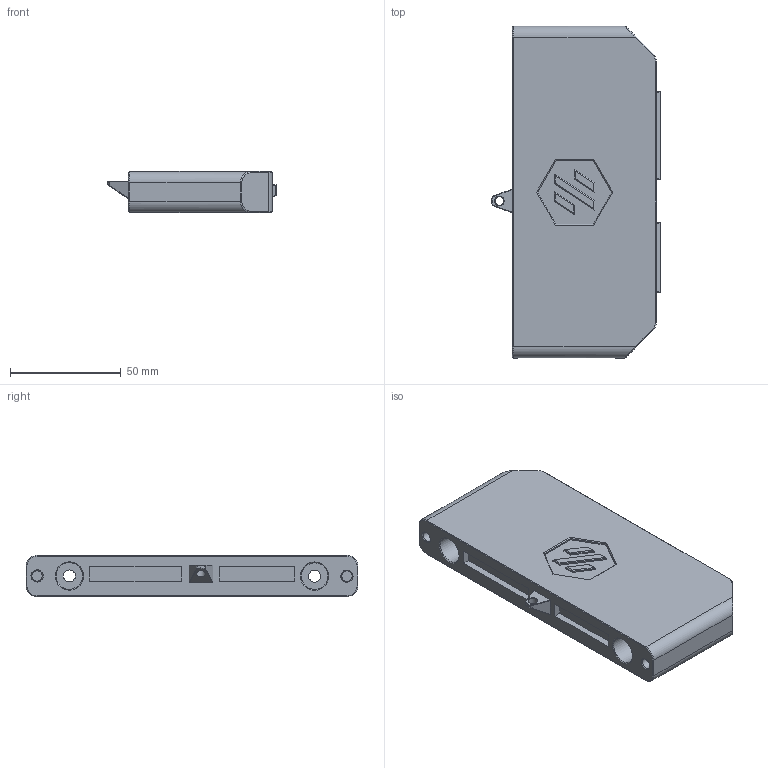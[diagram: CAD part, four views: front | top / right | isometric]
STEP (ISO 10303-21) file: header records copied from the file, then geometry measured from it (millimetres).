
FILE_DESCRIPTION(/* description */ (''),/* implementation_level */ '2;1');
FILE_NAME(/* name */ 'nevermore_spacer v13.step',/* time_stamp */ '2022-03-31T11:40:59-04:00',/* author */ (''),/* organization */ (''),/* preprocessor_version */ 'ST-DEVELOPER v18.1',/* originating_system */ 'Autodesk Translation Framework v10.13.0.1454',/* authorisation */ '');
FILE_SCHEMA (('AUTOMOTIVE_DESIGN { 1 0 10303 214 3 1 1 }'));
Length unit declared in the file: millimetre
Products named in the file (2): nevermore_spacer; Nevermore_Spacer_350
Assembly tree (1 placements, depth 2):
  nevermore_spacer
    Nevermore_Spacer_350
Bounding box: 76.29 x 150 x 18.58 mm (x, y, z)
Volume: 165693.3 mm3; surface area: 30981.2 mm2
Topology: 1 solids, 1 shells, 171 faces, 399 edges, 243 vertices
Faces by surface type: plane 92, cylinder 31, bspline 27, cone 13, sphere 8
Full cylindrical faces by diameter (mm): 4 x1, 4.7 x2, 5.4 x2, 12 x2
Entity records: 5449 total; most frequent: CARTESIAN_POINT 1630, ORIENTED_EDGE 798, DIRECTION 716, EDGE_CURVE 399, LINE 272, VECTOR 272, VERTEX_POINT 243, AXIS2_PLACEMENT_3D 222
